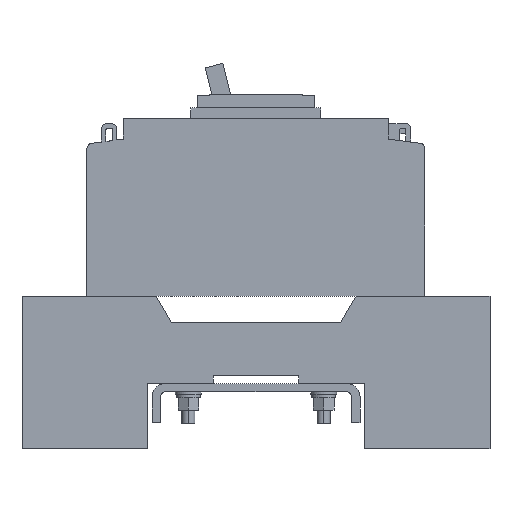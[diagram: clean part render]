
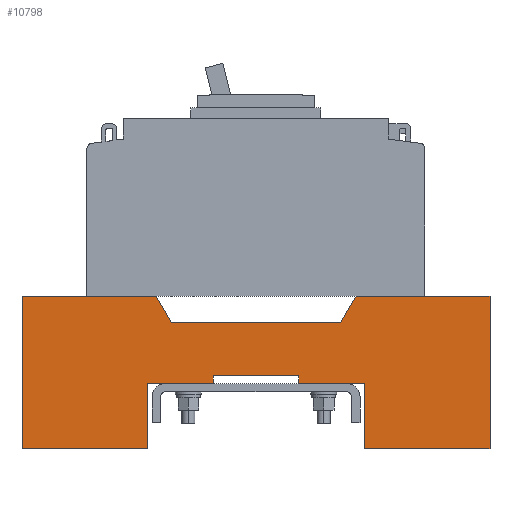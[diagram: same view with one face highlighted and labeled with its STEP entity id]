
A CAD part, left-side view. The second image highlights one B-rep face of the part: STEP entity #10798.
In plain terms, the highlighted planar face has unit normal (-1, 0, 0).
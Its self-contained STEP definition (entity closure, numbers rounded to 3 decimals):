
#106 = ORIENTED_EDGE ( 'NONE', *, *, #19870, .F. ) ;
#640 = CARTESIAN_POINT ( 'NONE',  ( -37.5, -41.9, -33.5 ) ) ;
#982 = CARTESIAN_POINT ( 'NONE',  ( -37.5, 37.696, -1. ) ) ;
#1017 = VERTEX_POINT ( 'NONE', #9369 ) ;
#1021 = ORIENTED_EDGE ( 'NONE', *, *, #18535, .F. ) ;
#1055 = CARTESIAN_POINT ( 'NONE',  ( -37.5, -41.9, -33.5 ) ) ;
#1171 = CARTESIAN_POINT ( 'NONE',  ( -37.5, 90., 0. ) ) ;
#1238 = ORIENTED_EDGE ( 'NONE', *, *, #21635, .T. ) ;
#1267 = VECTOR ( 'NONE', #13968, 1000. ) ;
#2158 = DIRECTION ( 'NONE',  ( 0., 1., 0. ) ) ;
#2420 = VECTOR ( 'NONE', #2158, 1000. ) ;
#2559 = EDGE_CURVE ( 'NONE', #31942, #29835, #29774, .T. ) ;
#2917 = CARTESIAN_POINT ( 'NONE',  ( -37.5, -32.5, -10. ) ) ;
#3699 = CARTESIAN_POINT ( 'NONE',  ( -37.5, -39.428, 0. ) ) ;
#3702 = CARTESIAN_POINT ( 'NONE',  ( -37.5, 39.428, -2. ) ) ;
#3753 = VERTEX_POINT ( 'NONE', #23175 ) ;
#3762 = LINE ( 'NONE', #22019, #22888 ) ;
#3803 = LINE ( 'NONE', #3699, #29550 ) ;
#3901 = DIRECTION ( 'NONE',  ( 0., 1., 0. ) ) ;
#4058 = VERTEX_POINT ( 'NONE', #12024 ) ;
#4099 = ORIENTED_EDGE ( 'NONE', *, *, #7104, .F. ) ;
#4303 = DIRECTION ( 'NONE',  ( 0., 0., 1. ) ) ;
#4418 = CARTESIAN_POINT ( 'NONE',  ( -37.5, 16.5, -2. ) ) ;
#5073 = ORIENTED_EDGE ( 'NONE', *, *, #11121, .T. ) ;
#6250 = DIRECTION ( 'NONE',  ( 0., -1., 0. ) ) ;
#6365 = VERTEX_POINT ( 'NONE', #14645 ) ;
#6992 = ORIENTED_EDGE ( 'NONE', *, *, #30598, .F. ) ;
#7104 = EDGE_CURVE ( 'NONE', #31095, #28971, #20236, .T. ) ;
#7368 = EDGE_CURVE ( 'NONE', #28971, #10006, #28913, .T. ) ;
#7638 = CARTESIAN_POINT ( 'NONE',  ( -37.5, -90., 0. ) ) ;
#7669 = CARTESIAN_POINT ( 'NONE',  ( -37.5, -16.5, -33.5 ) ) ;
#7779 = DIRECTION ( 'NONE',  ( 0., -0.5, 0.866 ) ) ;
#8178 = ORIENTED_EDGE ( 'NONE', *, *, #10610, .F. ) ;
#8715 = CARTESIAN_POINT ( 'NONE',  ( -37.5, 39.428, -30.5 ) ) ;
#8803 = DIRECTION ( 'NONE',  ( 1., 0., 0. ) ) ;
#8997 = ORIENTED_EDGE ( 'NONE', *, *, #7368, .F. ) ;
#9365 = CARTESIAN_POINT ( 'NONE',  ( -37.5, 16.5, -30.5 ) ) ;
#9369 = CARTESIAN_POINT ( 'NONE',  ( -37.5, 39.428, 0. ) ) ;
#9523 = CARTESIAN_POINT ( 'NONE',  ( -37.5, 41.9, -58.5 ) ) ;
#9708 = ORIENTED_EDGE ( 'NONE', *, *, #19811, .F. ) ;
#10006 = VERTEX_POINT ( 'NONE', #7669 ) ;
#10158 = ORIENTED_EDGE ( 'NONE', *, *, #2559, .F. ) ;
#10210 = LINE ( 'NONE', #28905, #23500 ) ;
#10273 = EDGE_CURVE ( 'NONE', #16845, #31964, #10210, .T. ) ;
#10346 = VECTOR ( 'NONE', #23631, 1000. ) ;
#10610 = EDGE_CURVE ( 'NONE', #3753, #14170, #25459, .T. ) ;
#10798 = ADVANCED_FACE ( 'NONE', ( #32075 ), #11108, .F. ) ;
#10800 = CARTESIAN_POINT ( 'NONE',  ( -37.5, -39.428, -2. ) ) ;
#10974 = EDGE_CURVE ( 'NONE', #26993, #14426, #12913, .T. ) ;
#11069 = DIRECTION ( 'NONE',  ( 0., 0., 1. ) ) ;
#11108 = PLANE ( 'NONE',  #13866 ) ;
#11121 = EDGE_CURVE ( 'NONE', #26516, #6365, #31252, .T. ) ;
#11298 = CARTESIAN_POINT ( 'NONE',  ( -37.5, 32.5, -10. ) ) ;
#11413 = CARTESIAN_POINT ( 'NONE',  ( -37.5, 39.428, -2. ) ) ;
#11690 = ORIENTED_EDGE ( 'NONE', *, *, #30804, .F. ) ;
#12024 = CARTESIAN_POINT ( 'NONE',  ( -37.5, 41.9, -33.5 ) ) ;
#12104 = EDGE_CURVE ( 'NONE', #31964, #26993, #12829, .T. ) ;
#12812 = VECTOR ( 'NONE', #11069, 1000. ) ;
#12829 = LINE ( 'NONE', #2917, #26080 ) ;
#12865 = LINE ( 'NONE', #4418, #26119 ) ;
#12913 = CIRCLE ( 'NONE', #21623, 2. ) ;
#13091 = VECTOR ( 'NONE', #3901, 1000. ) ;
#13303 = DIRECTION ( 'NONE',  ( 0., 0., 1. ) ) ;
#13858 = LINE ( 'NONE', #23737, #13091 ) ;
#13866 = AXIS2_PLACEMENT_3D ( 'NONE', #3702, #8803, #26243 ) ;
#13920 = DIRECTION ( 'NONE',  ( 0., 0., -1. ) ) ;
#13968 = DIRECTION ( 'NONE',  ( 0., 0., -1. ) ) ;
#14170 = VERTEX_POINT ( 'NONE', #17998 ) ;
#14274 = CARTESIAN_POINT ( 'NONE',  ( -37.5, -39.428, 0. ) ) ;
#14426 = VERTEX_POINT ( 'NONE', #14274 ) ;
#14645 = CARTESIAN_POINT ( 'NONE',  ( -37.5, -16.5, -30.5 ) ) ;
#15013 = ORIENTED_EDGE ( 'NONE', *, *, #31612, .F. ) ;
#15072 = VERTEX_POINT ( 'NONE', #29406 ) ;
#15703 = LINE ( 'NONE', #982, #21543 ) ;
#15743 = VECTOR ( 'NONE', #23971, 1000. ) ;
#16444 = CARTESIAN_POINT ( 'NONE',  ( -37.5, -90., 0. ) ) ;
#16559 = VECTOR ( 'NONE', #25971, 1000. ) ;
#16845 = VERTEX_POINT ( 'NONE', #11298 ) ;
#16995 = LINE ( 'NONE', #1171, #10346 ) ;
#17528 = CARTESIAN_POINT ( 'NONE',  ( -37.5, -37.696, -1. ) ) ;
#17583 = ORIENTED_EDGE ( 'NONE', *, *, #29642, .F. ) ;
#17983 = DIRECTION ( 'NONE',  ( 0., 0., 1. ) ) ;
#17998 = CARTESIAN_POINT ( 'NONE',  ( -37.5, 90., 0. ) ) ;
#18043 = EDGE_CURVE ( 'NONE', #6365, #10006, #21148, .T. ) ;
#18535 = EDGE_CURVE ( 'NONE', #15072, #16845, #15703, .T. ) ;
#18615 = DIRECTION ( 'NONE',  ( 0., -1., 0. ) ) ;
#18825 = VECTOR ( 'NONE', #17983, 1000. ) ;
#19493 = DIRECTION ( 'NONE',  ( 0., 1., 0. ) ) ;
#19713 = ORIENTED_EDGE ( 'NONE', *, *, #12104, .F. ) ;
#19811 = EDGE_CURVE ( 'NONE', #14170, #1017, #16995, .T. ) ;
#19870 = EDGE_CURVE ( 'NONE', #29835, #31095, #13858, .T. ) ;
#20165 = ORIENTED_EDGE ( 'NONE', *, *, #10974, .F. ) ;
#20236 = LINE ( 'NONE', #1055, #12812 ) ;
#21148 = LINE ( 'NONE', #28904, #1267 ) ;
#21543 = VECTOR ( 'NONE', #23550, 1000. ) ;
#21623 = AXIS2_PLACEMENT_3D ( 'NONE', #10800, #28237, #13303 ) ;
#21635 = EDGE_CURVE ( 'NONE', #21965, #26516, #12865, .T. ) ;
#21965 = VERTEX_POINT ( 'NONE', #28245 ) ;
#22019 = CARTESIAN_POINT ( 'NONE',  ( -37.5, 90., -58.5 ) ) ;
#22279 = ORIENTED_EDGE ( 'NONE', *, *, #18043, .T. ) ;
#22605 = CARTESIAN_POINT ( 'NONE',  ( -37.5, -32.5, -10. ) ) ;
#22888 = VECTOR ( 'NONE', #19493, 1000. ) ;
#23175 = CARTESIAN_POINT ( 'NONE',  ( -37.5, 90., -58.5 ) ) ;
#23201 = LINE ( 'NONE', #23485, #16559 ) ;
#23485 = CARTESIAN_POINT ( 'NONE',  ( -37.5, 41.9, -33.5 ) ) ;
#23500 = VECTOR ( 'NONE', #6250, 1000. ) ;
#23550 = DIRECTION ( 'NONE',  ( 0., -0.5, -0.866 ) ) ;
#23581 = CARTESIAN_POINT ( 'NONE',  ( -37.5, 41.9, -58.5 ) ) ;
#23624 = CARTESIAN_POINT ( 'NONE',  ( -37.5, -41.9, -58.5 ) ) ;
#23631 = DIRECTION ( 'NONE',  ( 0., -1., 0. ) ) ;
#23737 = CARTESIAN_POINT ( 'NONE',  ( -37.5, -41.9, -58.5 ) ) ;
#23971 = DIRECTION ( 'NONE',  ( 0., 0., -1. ) ) ;
#24475 = DIRECTION ( 'NONE',  ( 0., 0., -1. ) ) ;
#25108 = CARTESIAN_POINT ( 'NONE',  ( -37.5, -90., -58.5 ) ) ;
#25459 = LINE ( 'NONE', #27897, #18825 ) ;
#25788 = EDGE_LOOP ( 'NONE', ( #5073, #22279, #8997, #4099, #106, #10158, #6992, #20165, #19713, #26321, #1021, #31812, #9708, #8178, #11690, #17583, #15013, #1238 ) ) ;
#25971 = DIRECTION ( 'NONE',  ( 0., 1., 0. ) ) ;
#26080 = VECTOR ( 'NONE', #7779, 1000. ) ;
#26119 = VECTOR ( 'NONE', #4303, 1000. ) ;
#26149 = DIRECTION ( 'NONE',  ( 0., -1., 0. ) ) ;
#26243 = DIRECTION ( 'NONE',  ( 0., 0., -1. ) ) ;
#26321 = ORIENTED_EDGE ( 'NONE', *, *, #10273, .F. ) ;
#26387 = CIRCLE ( 'NONE', #32191, 2. ) ;
#26516 = VERTEX_POINT ( 'NONE', #9365 ) ;
#26993 = VERTEX_POINT ( 'NONE', #17528 ) ;
#27697 = VECTOR ( 'NONE', #24475, 1000. ) ;
#27897 = CARTESIAN_POINT ( 'NONE',  ( -37.5, 90., 0. ) ) ;
#28237 = DIRECTION ( 'NONE',  ( 1., 0., 0. ) ) ;
#28245 = CARTESIAN_POINT ( 'NONE',  ( -37.5, 16.5, -33.5 ) ) ;
#28493 = LINE ( 'NONE', #9523, #27697 ) ;
#28869 = DIRECTION ( 'NONE',  ( 1., 0., 0. ) ) ;
#28904 = CARTESIAN_POINT ( 'NONE',  ( -37.5, -16.5, -2. ) ) ;
#28905 = CARTESIAN_POINT ( 'NONE',  ( -37.5, 32.5, -10. ) ) ;
#28913 = LINE ( 'NONE', #29500, #2420 ) ;
#28971 = VERTEX_POINT ( 'NONE', #640 ) ;
#29406 = CARTESIAN_POINT ( 'NONE',  ( -37.5, 37.696, -1. ) ) ;
#29500 = CARTESIAN_POINT ( 'NONE',  ( -37.5, 41.9, -33.5 ) ) ;
#29550 = VECTOR ( 'NONE', #18615, 1000. ) ;
#29642 = EDGE_CURVE ( 'NONE', #4058, #30076, #28493, .T. ) ;
#29702 = VECTOR ( 'NONE', #26149, 1000. ) ;
#29774 = LINE ( 'NONE', #16444, #15743 ) ;
#29835 = VERTEX_POINT ( 'NONE', #25108 ) ;
#30076 = VERTEX_POINT ( 'NONE', #23581 ) ;
#30598 = EDGE_CURVE ( 'NONE', #14426, #31942, #3803, .T. ) ;
#30661 = EDGE_CURVE ( 'NONE', #1017, #15072, #26387, .T. ) ;
#30804 = EDGE_CURVE ( 'NONE', #30076, #3753, #3762, .T. ) ;
#31095 = VERTEX_POINT ( 'NONE', #23624 ) ;
#31252 = LINE ( 'NONE', #8715, #29702 ) ;
#31612 = EDGE_CURVE ( 'NONE', #21965, #4058, #23201, .T. ) ;
#31812 = ORIENTED_EDGE ( 'NONE', *, *, #30661, .F. ) ;
#31942 = VERTEX_POINT ( 'NONE', #7638 ) ;
#31964 = VERTEX_POINT ( 'NONE', #22605 ) ;
#32075 = FACE_OUTER_BOUND ( 'NONE', #25788, .T. ) ;
#32191 = AXIS2_PLACEMENT_3D ( 'NONE', #11413, #28869, #13920 ) ;
